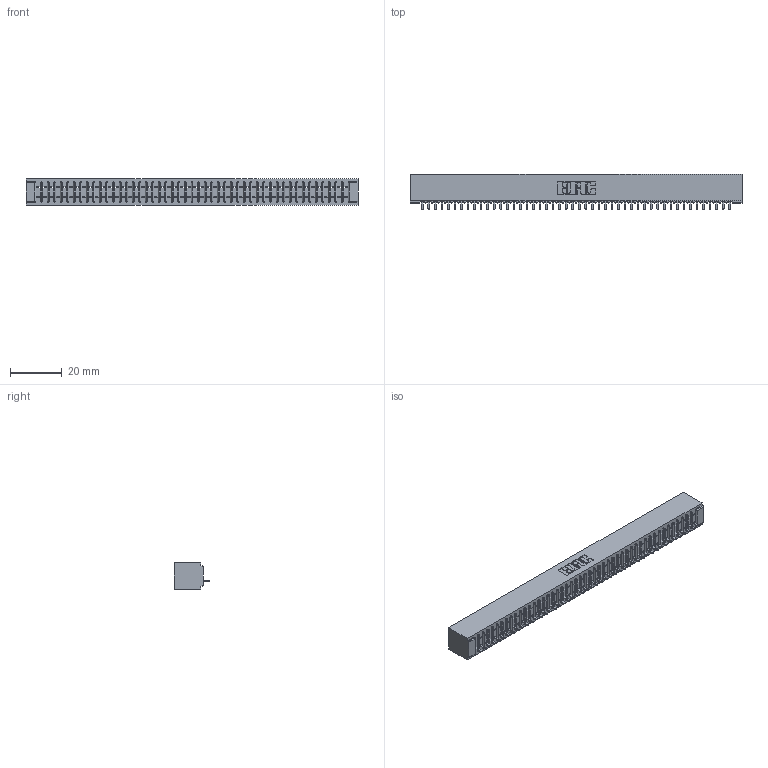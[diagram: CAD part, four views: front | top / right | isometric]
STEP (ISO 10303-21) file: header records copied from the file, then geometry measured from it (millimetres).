
FILE_DESCRIPTION (( 'STEP AP203' ), '1' );
FILE_NAME ('341-048-524-101.STEP', '2018-08-07T11:48:28', ( '' ), ( '' ), 'SwSTEP 2.0', 'SolidWorks 2016', '' );
FILE_SCHEMA (( 'CONFIG_CONTROL_DESIGN' ));
Length unit declared in the file: inch
Products named in the file (3): 341-048-524-101; 341 Part_No Mounting Lugs; 341-292-001_341-292-124
Assembly tree (49 placements, depth 2):
  341-048-524-101
    341 Part_No Mounting Lugs
    341-292-001_341-292-124  x48
Bounding box: 128.91 x 13.64 x 10.16 mm (x, y, z)
Volume: 9412.1 mm3; surface area: 15076.6 mm2
Topology: 49 solids, 49 shells, 4044 faces, 11668 edges, 7486 vertices
Faces by surface type: plane 2512, cylinder 1340, sphere 98, torus 94
Entity records: 55477 total; most frequent: CARTESIAN_POINT 9428, ORIENTED_EDGE 9416, DIRECTION 9094, EDGE_CURVE 4708, VECTOR 3814, LINE 3814, VERTEX_POINT 2974, AXIS2_PLACEMENT_3D 2640
